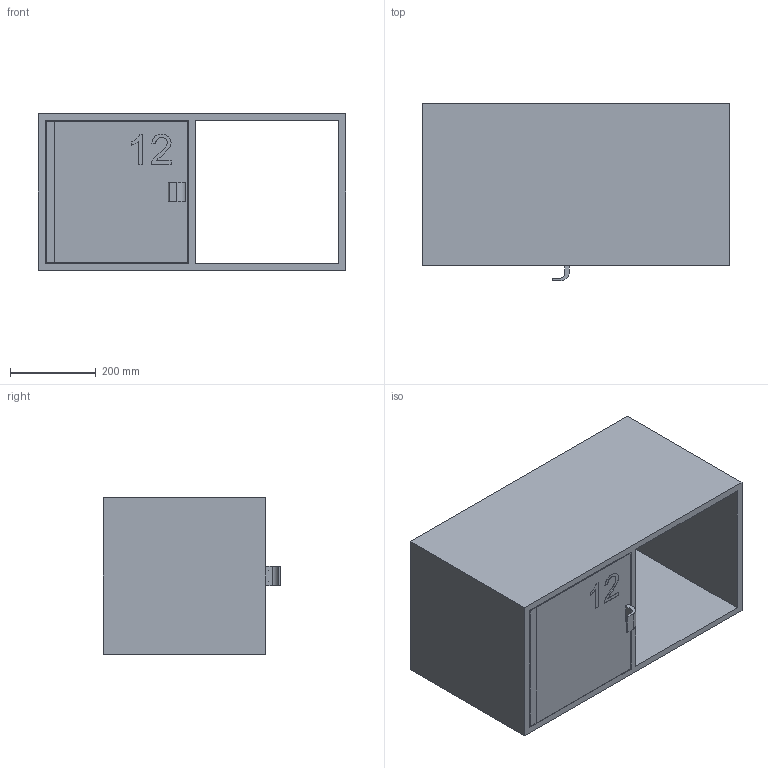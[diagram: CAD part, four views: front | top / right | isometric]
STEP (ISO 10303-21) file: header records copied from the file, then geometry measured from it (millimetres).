
FILE_DESCRIPTION(/* description */ (''),/* implementation_level */ '2;1');
FILE_NAME(/* name */ 'utsalg skapdrer v23.step',/* time_stamp */ '2025-03-30T21:26:09+02:00',/* author */ (''),/* organization */ (''),/* preprocessor_version */ 'ST-DEVELOPER v20.1',/* originating_system */ 'Autodesk Translation Framework v14.4.0.0',/* authorisation */ '');
FILE_SCHEMA (('AUTOMOTIVE_DESIGN { 1 0 10303 214 3 1 1 }'));
Length unit declared in the file: millimetre
Products named in the file (1): utsalg skapdører
Bounding box: 718 x 415 x 367 mm (x, y, z)
Volume: 15752578.7 mm3; surface area: 2200191.1 mm2
Topology: 5 solids, 5 shells, 99 faces, 255 edges, 170 vertices
Faces by surface type: plane 66, bspline 22, cylinder 11
Full cylindrical faces by diameter (mm): 4 x2, 4.4 x2, 5 x4
Entity records: 3252 total; most frequent: CARTESIAN_POINT 899, ORIENTED_EDGE 510, DIRECTION 389, EDGE_CURVE 255, LINE 189, VECTOR 189, VERTEX_POINT 170, EDGE_LOOP 119
